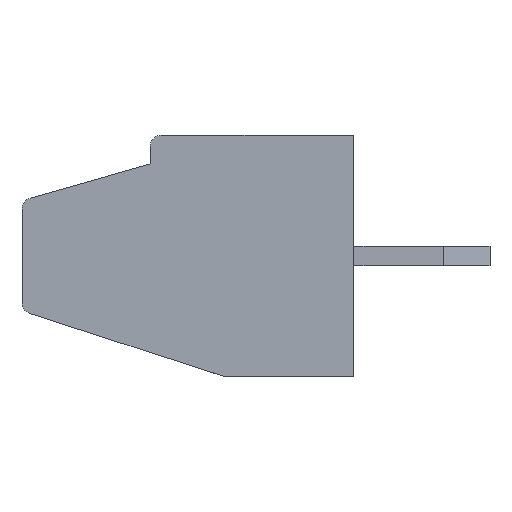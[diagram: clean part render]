
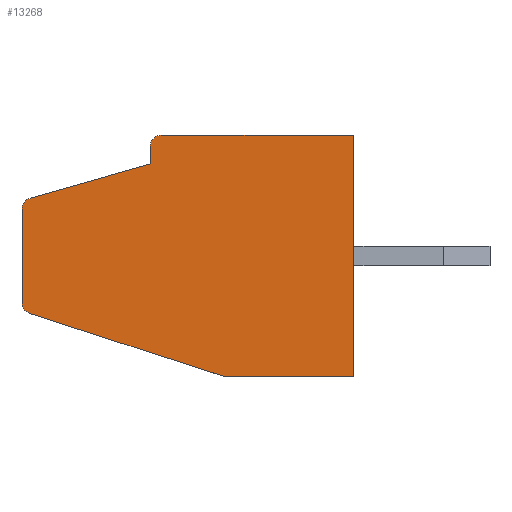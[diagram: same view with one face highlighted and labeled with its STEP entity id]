
A CAD part, left-side view. The second image highlights one B-rep face of the part: STEP entity #13268.
In plain terms, the highlighted planar face has unit normal (-1, 0, 0).
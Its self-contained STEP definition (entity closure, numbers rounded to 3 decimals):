
#1259 = AXIS2_PLACEMENT_3D ( 'NONE', #9754, #2200, #11250 ) ;
#1352 = DIRECTION ( 'NONE',  ( 0., 0., -1. ) ) ;
#1405 = VERTEX_POINT ( 'NONE', #1727 ) ;
#1504 = AXIS2_PLACEMENT_3D ( 'NONE', #11881, #3927, #1352 ) ;
#1554 = VECTOR ( 'NONE', #11519, 1000. ) ;
#1727 = CARTESIAN_POINT ( 'NONE',  ( -7.85, 0.67, 6.2 ) ) ;
#1728 = EDGE_LOOP ( 'NONE', ( #11655, #11565, #6512, #4350, #8574, #3120, #13174, #11888, #4568, #14370 ) ) ;
#2142 = VERTEX_POINT ( 'NONE', #5133 ) ;
#2200 = DIRECTION ( 'NONE',  ( 1., 0., 0. ) ) ;
#2494 = VECTOR ( 'NONE', #7207, 1000. ) ;
#2568 = VECTOR ( 'NONE', #7377, 1000. ) ;
#2776 = EDGE_CURVE ( 'NONE', #13530, #14973, #14750, .T. ) ;
#2864 = EDGE_CURVE ( 'NONE', #3060, #2142, #16169, .T. ) ;
#3060 = VERTEX_POINT ( 'NONE', #13448 ) ;
#3120 = ORIENTED_EDGE ( 'NONE', *, *, #9949, .F. ) ;
#3191 = AXIS2_PLACEMENT_3D ( 'NONE', #5618, #9587, #8305 ) ;
#3606 = VECTOR ( 'NONE', #8730, 1000. ) ;
#3641 = CARTESIAN_POINT ( 'NONE',  ( -7.85, 0.67, 5.91 ) ) ;
#3648 = CARTESIAN_POINT ( 'NONE',  ( -7.85, 0.96, 5.91 ) ) ;
#3927 = DIRECTION ( 'NONE',  ( 1., 0., 0. ) ) ;
#4018 = LINE ( 'NONE', #4757, #3606 ) ;
#4350 = ORIENTED_EDGE ( 'NONE', *, *, #15172, .F. ) ;
#4568 = ORIENTED_EDGE ( 'NONE', *, *, #2776, .F. ) ;
#4656 = EDGE_CURVE ( 'NONE', #13067, #10062, #14272, .T. ) ;
#4718 = FACE_OUTER_BOUND ( 'NONE', #1728, .T. ) ;
#4757 = CARTESIAN_POINT ( 'NONE',  ( -7.85, -2.112, -0.375 ) ) ;
#4838 = LINE ( 'NONE', #8970, #14918 ) ;
#5113 = CARTESIAN_POINT ( 'NONE',  ( -7.85, 0.96, 6.2 ) ) ;
#5133 = CARTESIAN_POINT ( 'NONE',  ( -7.85, 4.25, 1.891 ) ) ;
#5618 = CARTESIAN_POINT ( 'NONE',  ( -7.85, 3.96, 4.302 ) ) ;
#5759 = LINE ( 'NONE', #13515, #2494 ) ;
#6107 = VECTOR ( 'NONE', #15462, 1000. ) ;
#6512 = ORIENTED_EDGE ( 'NONE', *, *, #2864, .F. ) ;
#7207 = DIRECTION ( 'NONE',  ( 0., -0.961, 0.276 ) ) ;
#7376 = VECTOR ( 'NONE', #7857, 1000. ) ;
#7377 = DIRECTION ( 'NONE',  ( 0., -1., 0. ) ) ;
#7786 = LINE ( 'NONE', #15116, #7376 ) ;
#7857 = DIRECTION ( 'NONE',  ( 0., 0., -1. ) ) ;
#8285 = CARTESIAN_POINT ( 'NONE',  ( -7.85, -4.25, 6.2 ) ) ;
#8305 = DIRECTION ( 'NONE',  ( 0., 0., -1. ) ) ;
#8534 = VERTEX_POINT ( 'NONE', #10756 ) ;
#8574 = ORIENTED_EDGE ( 'NONE', *, *, #15716, .T. ) ;
#8730 = DIRECTION ( 'NONE',  ( 0., 0.951, 0.309 ) ) ;
#8862 = AXIS2_PLACEMENT_3D ( 'NONE', #3641, #15239, #16479 ) ;
#8970 = CARTESIAN_POINT ( 'NONE',  ( -7.85, -4.25, 6.2 ) ) ;
#9587 = DIRECTION ( 'NONE',  ( 1., 0., 0. ) ) ;
#9637 = CARTESIAN_POINT ( 'NONE',  ( -7.85, 4.25, 4.302 ) ) ;
#9754 = CARTESIAN_POINT ( 'NONE',  ( -7.85, -4.25, 6.2 ) ) ;
#9949 = EDGE_CURVE ( 'NONE', #12055, #8534, #4838, .T. ) ;
#9969 = PLANE ( 'NONE',  #1259 ) ;
#10062 = VERTEX_POINT ( 'NONE', #11601 ) ;
#10756 = CARTESIAN_POINT ( 'NONE',  ( -7.85, -4.25, 0. ) ) ;
#11140 = EDGE_CURVE ( 'NONE', #14973, #1405, #11867, .T. ) ;
#11250 = DIRECTION ( 'NONE',  ( 0., 0., -1. ) ) ;
#11519 = DIRECTION ( 'NONE',  ( 0., -1., 0. ) ) ;
#11565 = ORIENTED_EDGE ( 'NONE', *, *, #12215, .T. ) ;
#11601 = CARTESIAN_POINT ( 'NONE',  ( -7.85, 4.04, 4.58 ) ) ;
#11655 = ORIENTED_EDGE ( 'NONE', *, *, #4656, .F. ) ;
#11867 = CIRCLE ( 'NONE', #8862, 0.29 ) ;
#11881 = CARTESIAN_POINT ( 'NONE',  ( -7.85, 3.96, 1.905 ) ) ;
#11888 = ORIENTED_EDGE ( 'NONE', *, *, #11140, .F. ) ;
#12055 = VERTEX_POINT ( 'NONE', #8285 ) ;
#12215 = EDGE_CURVE ( 'NONE', #13067, #2142, #7786, .T. ) ;
#12547 = EDGE_CURVE ( 'NONE', #10062, #13530, #5759, .T. ) ;
#12872 = CARTESIAN_POINT ( 'NONE',  ( -7.85, 0.96, 5.464 ) ) ;
#13067 = VERTEX_POINT ( 'NONE', #9637 ) ;
#13174 = ORIENTED_EDGE ( 'NONE', *, *, #16139, .F. ) ;
#13268 = ADVANCED_FACE ( 'NONE', ( #4718 ), #9969, .F. ) ;
#13448 = CARTESIAN_POINT ( 'NONE',  ( -7.85, 4.05, 1.629 ) ) ;
#13515 = CARTESIAN_POINT ( 'NONE',  ( -7.85, -4.049, 6.902 ) ) ;
#13530 = VERTEX_POINT ( 'NONE', #12872 ) ;
#13753 = VERTEX_POINT ( 'NONE', #16100 ) ;
#14053 = DIRECTION ( 'NONE',  ( 0., 0., -1. ) ) ;
#14272 = CIRCLE ( 'NONE', #3191, 0.29 ) ;
#14370 = ORIENTED_EDGE ( 'NONE', *, *, #12547, .F. ) ;
#14750 = LINE ( 'NONE', #5113, #6107 ) ;
#14918 = VECTOR ( 'NONE', #14053, 1000. ) ;
#14973 = VERTEX_POINT ( 'NONE', #3648 ) ;
#15069 = CARTESIAN_POINT ( 'NONE',  ( -7.85, -4.25, 6.2 ) ) ;
#15116 = CARTESIAN_POINT ( 'NONE',  ( -7.85, 4.25, 6.2 ) ) ;
#15172 = EDGE_CURVE ( 'NONE', #13753, #3060, #4018, .T. ) ;
#15239 = DIRECTION ( 'NONE',  ( 1., 0., 0. ) ) ;
#15414 = CARTESIAN_POINT ( 'NONE',  ( -7.85, -4.25, 0. ) ) ;
#15462 = DIRECTION ( 'NONE',  ( 0., 0., 1. ) ) ;
#15469 = LINE ( 'NONE', #15069, #2568 ) ;
#15485 = LINE ( 'NONE', #15414, #1554 ) ;
#15716 = EDGE_CURVE ( 'NONE', #13753, #8534, #15485, .T. ) ;
#16100 = CARTESIAN_POINT ( 'NONE',  ( -7.85, -0.96, 0. ) ) ;
#16139 = EDGE_CURVE ( 'NONE', #1405, #12055, #15469, .T. ) ;
#16169 = CIRCLE ( 'NONE', #1504, 0.29 ) ;
#16479 = DIRECTION ( 'NONE',  ( 0., 0., -1. ) ) ;
